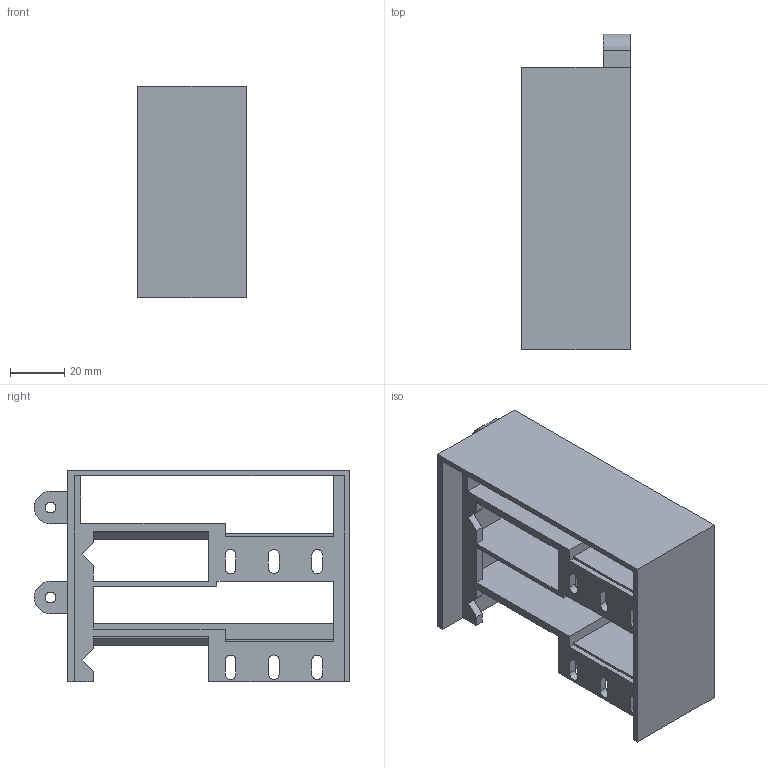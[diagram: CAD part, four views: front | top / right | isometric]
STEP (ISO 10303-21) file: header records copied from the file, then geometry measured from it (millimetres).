
FILE_DESCRIPTION(('FreeCAD Model'),'2;1');
FILE_NAME('Open CASCADE Shape Model','2025-09-04T17:44:23',(''),(''), 'Open CASCADE STEP processor 7.9','FreeCAD','Unknown');
FILE_SCHEMA(('AUTOMOTIVE_DESIGN { 1 0 10303 214 1 1 1 1 }'));
Length unit declared in the file: millimetre
Products named in the file (1): dual MI50 adapter
Bounding box: 40 x 116.44 x 77.99 mm (x, y, z)
Volume: 58455.8 mm3; surface area: 45026.5 mm2
Topology: 1 solids, 1 shells, 112 faces, 327 edges, 216 vertices
Faces by surface type: plane 96, cylinder 16
Full cylindrical faces by diameter (mm): 4 x2
Entity records: 3721 total; most frequent: CARTESIAN_POINT 656, ORIENTED_EDGE 654, DIRECTION 585, EDGE_CURVE 327, LINE 295, VECTOR 295, VERTEX_POINT 216, AXIS2_PLACEMENT_3D 145
